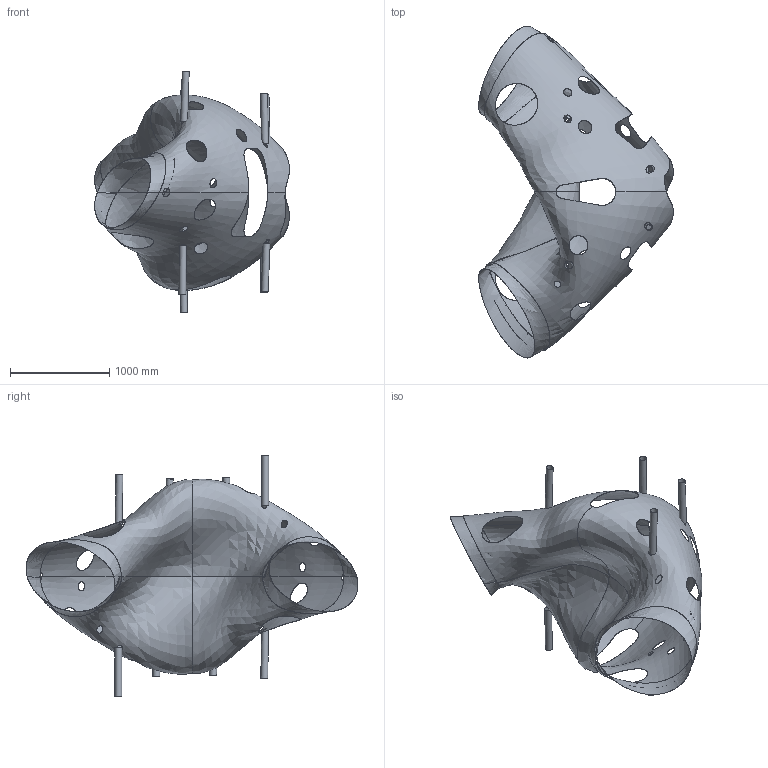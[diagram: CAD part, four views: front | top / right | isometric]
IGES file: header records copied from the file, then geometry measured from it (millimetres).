
Start section: 20080130 ARCHIVE MD
Global section: file name: 100306_V.MC9; native system: MASTERCAM; preprocessor: 1; date: 080130.083735; units: inch
Bounding box: 1957.26 x 3337.43 x 2428 mm (x, y, z)
Surface area: 13568463.7 mm2 (no closed solid volume)
Topology: 0 solids, 0 shells, 16 faces, 14528 edges, 34527 vertices
Faces by surface type: bspline 16
